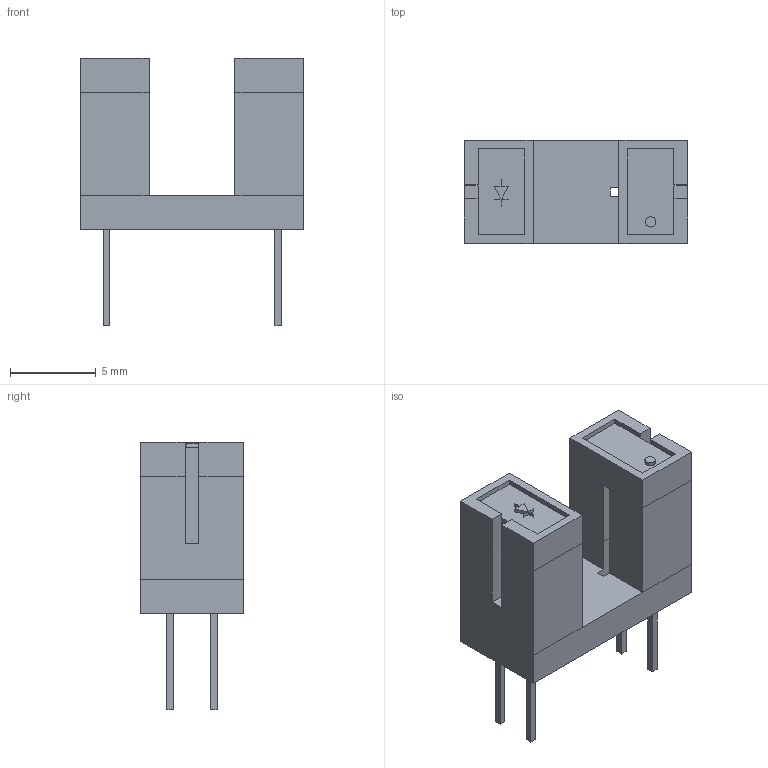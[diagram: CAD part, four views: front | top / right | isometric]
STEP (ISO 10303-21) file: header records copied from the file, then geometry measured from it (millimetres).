
FILE_DESCRIPTION(('FreeCAD Model'),'2;1');
FILE_NAME('Open CASCADE Shape Model','2024-03-19T02:50:16',( 'kicad StepUp'),('ksu MCAD'),'Open CASCADE STEP processor 7.5', 'FreeCAD','Unknown');
FILE_SCHEMA(('AUTOMOTIVE_DESIGN { 1 0 10303 214 1 1 1 1 }'));
Length unit declared in the file: millimetre
Products named in the file (1): Everlight_ITR9608-F
Bounding box: 13 x 6 x 15.6 mm (x, y, z)
Volume: 376.7 mm3; surface area: 791.8 mm2
Topology: 5 solids, 5 shells, 127 faces, 314 edges, 195 vertices
Faces by surface type: plane 126, cylinder 1
Full cylindrical faces by diameter (mm): 0.6 x1
Entity records: 4575 total; most frequent: CARTESIAN_POINT 637, ORIENTED_EDGE 628, DIRECTION 572, EDGE_CURVE 314, LINE 312, VECTOR 312, VERTEX_POINT 195, PRESENTATION_STYLE_ASSIGNMENT 132
